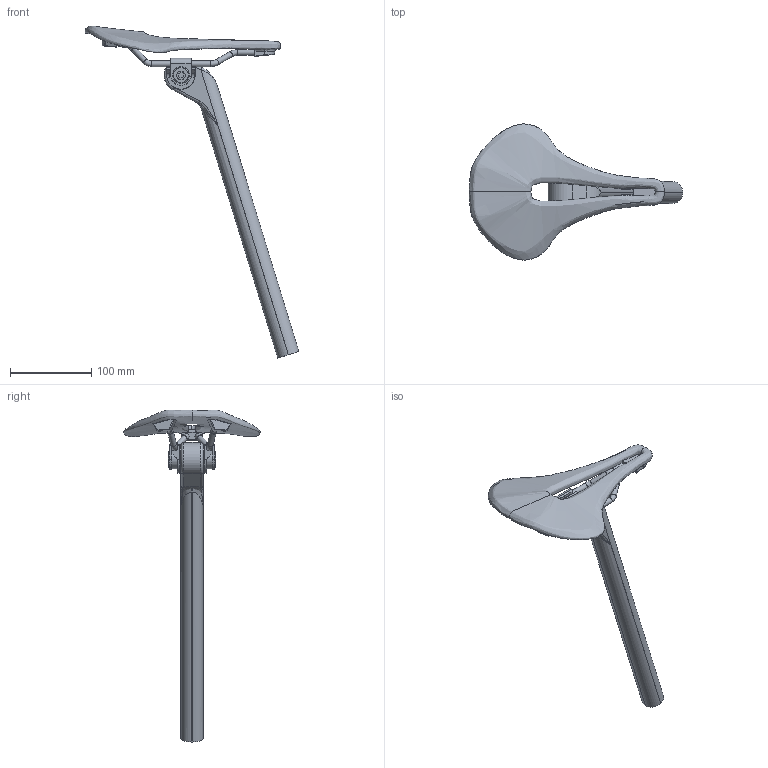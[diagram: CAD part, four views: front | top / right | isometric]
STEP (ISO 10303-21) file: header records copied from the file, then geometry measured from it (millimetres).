
FILE_DESCRIPTION(/* description */ ('Unknown'),/* implementation_level */ '2;1');
FILE_NAME(/* name */ 'SeatPost_02_278',/* time_stamp */ '2017-01-29T10:56:42-05:00',/* author */ ('Unknown'),/* organization */ ('Unknown'),/* preprocessor_version */ 'ST-DEVELOPER v16.7',/* originating_system */ 'DEX',/* authorisation */ $);
FILE_SCHEMA (('AUTOMOTIVE_DESIGN {1 0 10303 214 3 1 1}'));
Length unit declared in the file: millimetre
Products named in the file (9): NSP.170122.002.00_ClampAssembly; NSP.170122.002.01_ClampBarrel; NSP.170122.002.91_ClampBolt; NSP.170122.002.93_FixingBolt; NSP.170122.002.92_ClampNut; NSP.170122.002.02_ClampBracket; NewSaddle_20170101_Version_01; NSP.170122.001_SeatPost; NSP.170122.002.03_ClampSpacer
Assembly tree (12 placements, depth 2):
  NSP.170122.002.00_ClampAssembly
    NSP.170122.002.01_ClampBarrel  x2
    NSP.170122.002.91_ClampBolt
    NSP.170122.002.93_FixingBolt  x2
    NSP.170122.002.92_ClampNut
    NSP.170122.002.02_ClampBracket  x2
    NewSaddle_20170101_Version_01
    NSP.170122.001_SeatPost
    NSP.170122.002.03_ClampSpacer  x2
Bounding box: 263.36 x 167.92 x 409.19 mm (x, y, z)
Volume: 343265 mm3; surface area: 141119.1 mm2
Topology: 12 solids, 12 shells, 512 faces, 1192 edges, 681 vertices
Faces by surface type: cylinder 184, plane 130, torus 98, bspline 65, cone 19, sphere 16
Full cylindrical faces by diameter (mm): 4.134 x1, 5 x1, 7.01 x10, 8 x2, 8.25 x2, 12 x4, 16 x2, 16.066 x1, 16.25 x2, 20 x2, 20.25 x2, 20.828 x1, 25.4 x2, 28.575 x2, 28.626 x2, 31.75 x1, 34.925 x2
Entity records: 13118 total; most frequent: CARTESIAN_POINT 5253, DIRECTION 1538, ORIENTED_EDGE 1416, EDGE_CURVE 708, AXIS2_PLACEMENT_3D 639, VERTEX_POINT 463, EDGE_LOOP 437, FACE_BOUND 437
